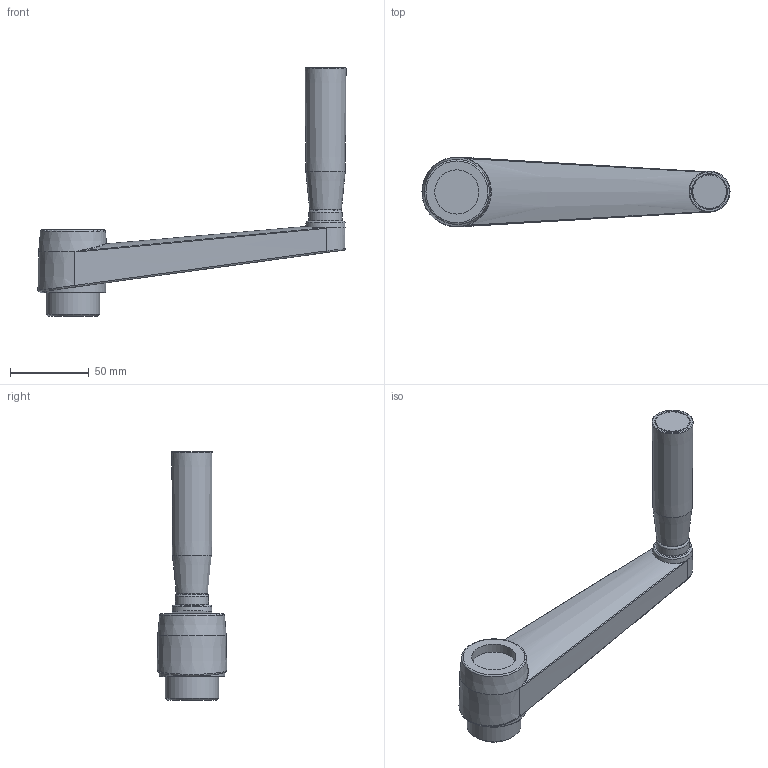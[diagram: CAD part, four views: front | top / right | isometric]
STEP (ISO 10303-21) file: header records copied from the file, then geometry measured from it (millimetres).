
FILE_DESCRIPTION( ( 'Unknown' ), '1' );
FILE_NAME( '6384560_MH160-MRS.stp', 'Unknown', ( 'Unknown' ), ( 'Unknown' ), 'PSStep 11.0', 'Unknown', ' ' );
FILE_SCHEMA( ( 'AUTOMOTIVE_DESIGN { 1 0 10303 214 1 1 1 1 }' ) );
Length unit declared in the file: millimetre
Products named in the file (2): MV_160_Base
Bounding box: 195.12 x 44.15 x 157.66 mm (x, y, z)
Volume: 176483.6 mm3; surface area: 52187 mm2
Topology: 2 solids, 6 shells, 191 faces, 462 edges, 302 vertices
Faces by surface type: plane 103, cylinder 35, cone 21, bspline 18, torus 14
Full cylindrical faces by diameter (mm): 2.5 x1, 3 x2, 3.2 x1, 6 x4, 8.3 x1, 10 x2, 10.3 x1, 13 x2, 14 x2, 17.28 x1, 21 x1, 21.6 x2, 22 x1, 28 x1, 34 x1, 41.6 x1
Entity records: 9021 total; most frequent: CARTESIAN_POINT 3501, DIRECTION 756, ORIENTED_EDGE 754, EDGE_CURVE 377, EDGE_LOOP 277, VERTEX_POINT 276, AXIS2_PLACEMENT_3D 274, FACE_OUTER_BOUND 229
